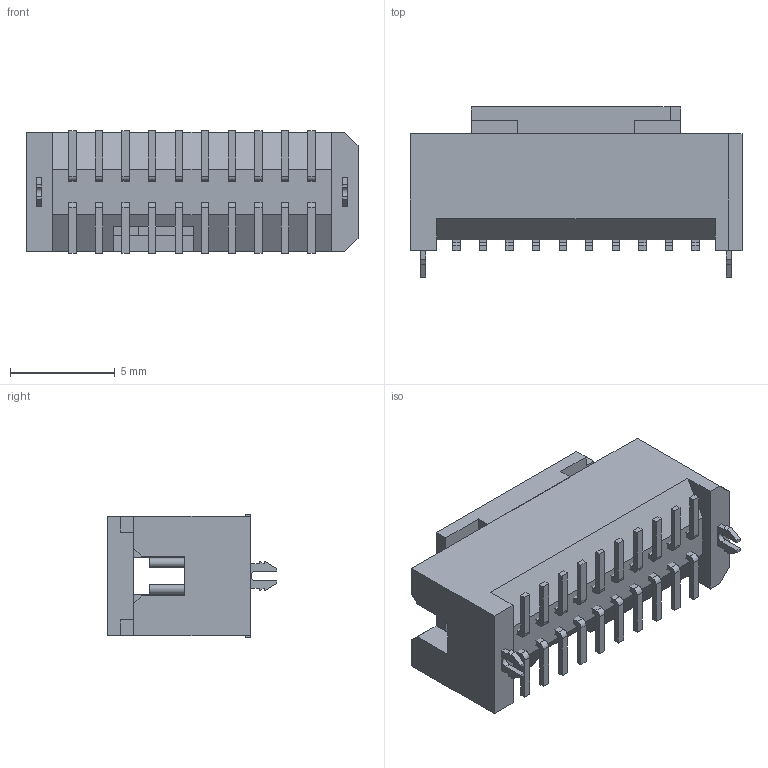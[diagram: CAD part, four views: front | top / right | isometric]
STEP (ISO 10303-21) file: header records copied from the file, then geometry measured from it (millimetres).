
FILE_DESCRIPTION(/* description */ ('STEP AP214'),/* implementation_level */ '2;1');
FILE_NAME(/* name */ 'TFML-110-02-L-D-LC-P-TR',/* time_stamp */ '2022-07-04T00:14:27+02:00',/* author */ ('License CC BY-ND 4.0'),/* organization */ ('CADENAS'),/* preprocessor_version */ 'ST-DEVELOPER v18.102',/* originating_system */ 'PARTsolutions',/* authorisation */ ' ');
FILE_SCHEMA (('AUTOMOTIVE_DESIGN {1 0 10303 214 3 1 1}'));
Length unit declared in the file: inch
Products named in the file (4): TFML-110-02-L-D-LC-P-TR; PPP-04-D_plastic_pick; TFML-110-02-L-D_pins; TFML-110-02-L-D-LC_terminal
Assembly tree (3 placements, depth 2):
  TFML-110-02-L-D-LC-P-TR
    PPP-04-D_plastic_pick
    TFML-110-02-L-D_pins
    TFML-110-02-L-D-LC_terminal
Bounding box: 15.88 x 8.13 x 5.84 mm (x, y, z)
Volume: 355.3 mm3; surface area: 994.2 mm2
Topology: 3 solids, 3 shells, 323 faces, 896 edges, 601 vertices
Faces by surface type: plane 261, cylinder 62
Full cylindrical faces by diameter (mm): 0.457 x20
Entity records: 10071 total; most frequent: CARTESIAN_POINT 1764, ORIENTED_EDGE 1712, DIRECTION 1634, EDGE_CURVE 856, LINE 732, VECTOR 732, VERTEX_POINT 581, AXIS2_PLACEMENT_3D 451
